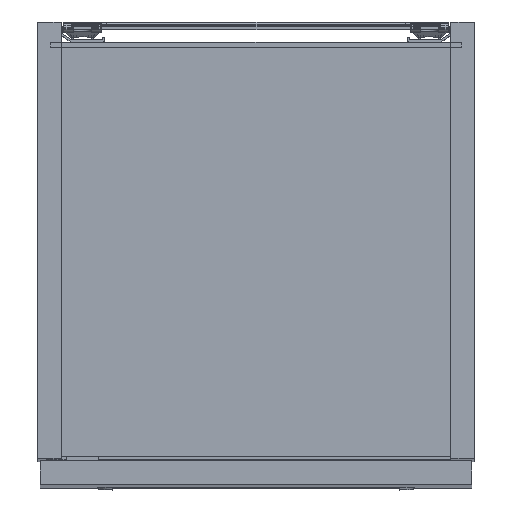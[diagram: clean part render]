
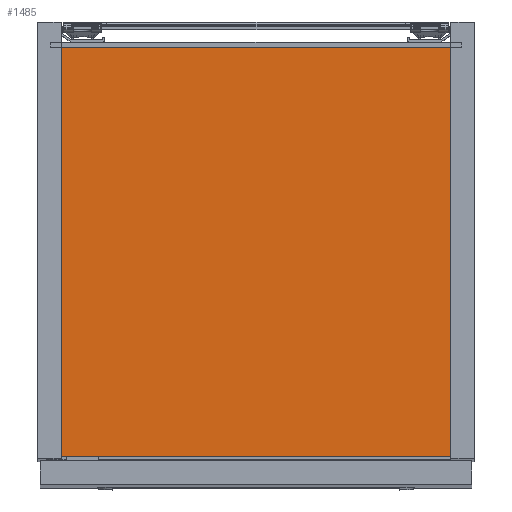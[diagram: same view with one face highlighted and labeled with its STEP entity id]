
A CAD part, top view. The second image highlights one B-rep face of the part: STEP entity #1485.
In plain terms, the highlighted free-form (B-spline) face has degree [1, 1] with [2, 2] control points.
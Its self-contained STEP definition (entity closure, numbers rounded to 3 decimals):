
#1353=CARTESIAN_POINT('',(-2936.358,675.419,799.5));
#1354=VERTEX_POINT('',#1353);
#1361=CARTESIAN_POINT('',(-2936.358,347.419,799.5));
#1362=VERTEX_POINT('',#1361);
#1363=CARTESIAN_POINT('',(-2936.358,347.419,799.5));
#1364=DIRECTION('',(0.0,1.0,0.0));
#1365=VECTOR('',#1364,328.);
#1366=LINE('',#1363,#1365);
#1367=EDGE_CURVE('',#1362,#1354,#1366,.T.);
#1392=CARTESIAN_POINT('',(-3248.358,347.419,799.5));
#1393=VERTEX_POINT('',#1392);
#1394=CARTESIAN_POINT('',(-3248.358,347.419,799.5));
#1395=DIRECTION('',(1.0,0.0,0.0));
#1396=VECTOR('',#1395,312.);
#1397=LINE('',#1394,#1396);
#1398=EDGE_CURVE('',#1393,#1362,#1397,.T.);
#1423=CARTESIAN_POINT('',(-3248.358,675.419,799.5));
#1424=VERTEX_POINT('',#1423);
#1425=CARTESIAN_POINT('',(-3248.358,675.419,799.5));
#1426=DIRECTION('',(0.0,-1.0,0.0));
#1427=VECTOR('',#1426,328.);
#1428=LINE('',#1425,#1427);
#1429=EDGE_CURVE('',#1424,#1393,#1428,.T.);
#1452=CARTESIAN_POINT('',(-2936.358,675.419,799.5));
#1453=DIRECTION('',(-1.0,0.0,0.0));
#1454=VECTOR('',#1453,312.);
#1455=LINE('',#1452,#1454);
#1456=EDGE_CURVE('',#1354,#1424,#1455,.T.);
#1474=CARTESIAN_POINT('',(-2936.358,347.419,799.5));
#1475=CARTESIAN_POINT('',(-3248.358,347.419,799.5));
#1476=CARTESIAN_POINT('',(-2936.358,675.419,799.5));
#1477=CARTESIAN_POINT('',(-3248.358,675.419,799.5));
#1478=B_SPLINE_SURFACE_WITH_KNOTS('',1,1,((#1474,#1476),(#1475,#1477)),.UNSPECIFIED.,.F.,.F.,.U.,(2,2),(2,2),(0.0,312.),(0.0,328.),.UNSPECIFIED.);
#1479=ORIENTED_EDGE('',*,*,#1456,.T.);
#1480=ORIENTED_EDGE('',*,*,#1429,.T.);
#1481=ORIENTED_EDGE('',*,*,#1398,.T.);
#1482=ORIENTED_EDGE('',*,*,#1367,.T.);
#1483=EDGE_LOOP('',(#1479,#1480,#1481,#1482));
#1484=FACE_OUTER_BOUND('',#1483,.T.);
#1485=ADVANCED_FACE('',(#1484),#1478,.F.);
